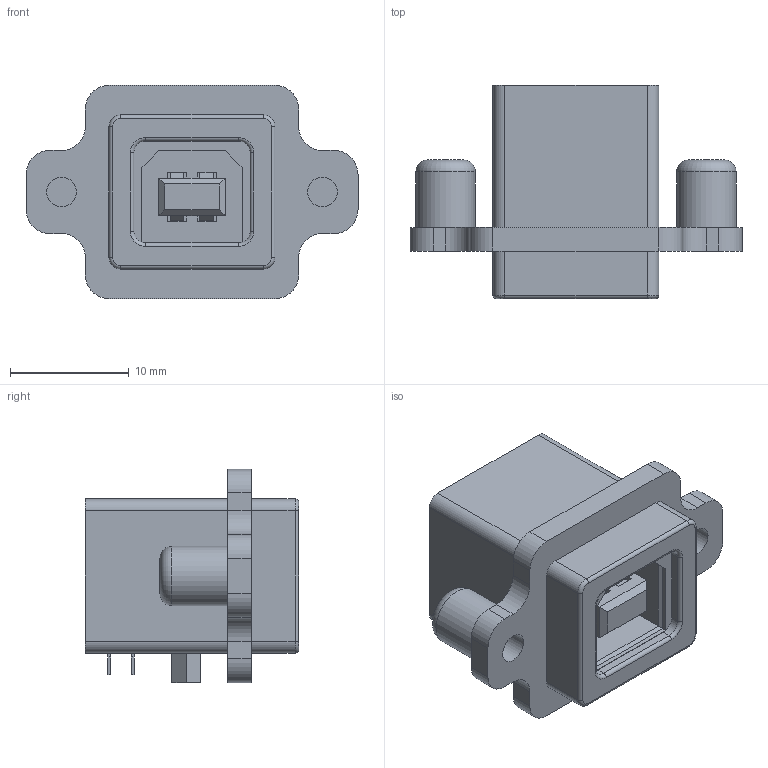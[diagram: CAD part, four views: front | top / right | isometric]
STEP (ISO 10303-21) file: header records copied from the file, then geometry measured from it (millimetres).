
FILE_DESCRIPTION(('FreeCAD Model'),'2;1');
FILE_NAME( 'musbd111m1.step', '2018-05-08T17:54:25',('kicad StepUp'),('ksu MCAD'), 'Open CASCADE STEP processor 6.5','FreeCAD','Unknown');
FILE_SCHEMA(('AUTOMOTIVE_DESIGN_CC2 { 1 2 10303 214 -1 1 5 4 }'));
Length unit declared in the file: millimetre
Products named in the file (5): ASSEMBLY; Fillet003; Pad009; Chamfer; Array
Assembly tree (4 placements, depth 2):
  ASSEMBLY
    Fillet003
    Pad009
    Chamfer
    Array
Bounding box: 28 x 18 x 18 mm (x, y, z)
Volume: 2689.9 mm3; surface area: 5863.2 mm2
Topology: 5 solids, 5 shells, 251 faces, 680 edges, 446 vertices
Faces by surface type: plane 203, cylinder 38, torus 10
Full cylindrical faces by diameter (mm): 2.5 x2, 5 x2
Entity records: 7936 total; most frequent: CARTESIAN_POINT 1382, ORIENTED_EDGE 1360, DIRECTION 1280, EDGE_CURVE 680, LINE 592, VECTOR 592, VERTEX_POINT 446, AXIS2_PLACEMENT_3D 344
